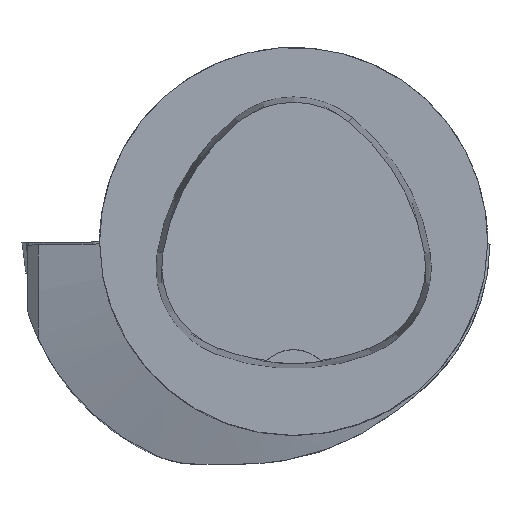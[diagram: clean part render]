
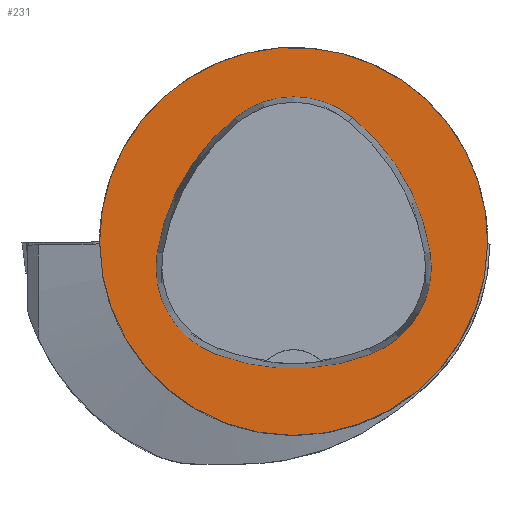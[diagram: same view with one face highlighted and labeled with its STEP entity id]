
A CAD part, top view. The second image highlights one B-rep face of the part: STEP entity #231.
In plain terms, the highlighted planar face has unit normal (0, 0, 1).
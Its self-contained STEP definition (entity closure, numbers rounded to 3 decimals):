
#231=ADVANCED_FACE('',(#473,#474),#284,.T.);
#284=PLANE('',#1379);
#473=FACE_BOUND('',#526,.T.);
#474=FACE_BOUND('',#527,.T.);
#526=EDGE_LOOP('',(#735,#736,#737,#738,#739,#740));
#527=EDGE_LOOP('',(#741));
#735=ORIENTED_EDGE('',*,*,#1114,.T.);
#736=ORIENTED_EDGE('',*,*,#1094,.T.);
#737=ORIENTED_EDGE('',*,*,#1098,.T.);
#738=ORIENTED_EDGE('',*,*,#1101,.T.);
#739=ORIENTED_EDGE('',*,*,#1104,.T.);
#740=ORIENTED_EDGE('',*,*,#1112,.T.);
#741=ORIENTED_EDGE('',*,*,#1072,.F.);
#949=VERTEX_POINT('',#2048);
#969=VERTEX_POINT('',#2140);
#970=VERTEX_POINT('',#2141);
#973=VERTEX_POINT('',#2149);
#975=VERTEX_POINT('',#2155);
#977=VERTEX_POINT('',#2161);
#984=VERTEX_POINT('',#2182);
#1072=EDGE_CURVE('',#949,#949,#1186,.T.);
#1094=EDGE_CURVE('',#969,#970,#1189,.T.);
#1098=EDGE_CURVE('',#970,#973,#1191,.T.);
#1101=EDGE_CURVE('',#973,#975,#1193,.T.);
#1104=EDGE_CURVE('',#975,#977,#1195,.T.);
#1112=EDGE_CURVE('',#977,#984,#1199,.T.);
#1114=EDGE_CURVE('',#984,#969,#1201,.T.);
#1186=CIRCLE('',#1347,25.);
#1189=CIRCLE('',#1357,28.);
#1191=CIRCLE('',#1360,12.);
#1193=CIRCLE('',#1363,28.);
#1195=CIRCLE('',#1366,12.);
#1199=CIRCLE('',#1371,28.);
#1201=CIRCLE('',#1374,12.);
#1347=AXIS2_PLACEMENT_3D('',#2047,#1581,#1582);
#1357=AXIS2_PLACEMENT_3D('',#2139,#1605,#1606);
#1360=AXIS2_PLACEMENT_3D('',#2148,#1613,#1614);
#1363=AXIS2_PLACEMENT_3D('',#2154,#1620,#1621);
#1366=AXIS2_PLACEMENT_3D('',#2160,#1627,#1628);
#1371=AXIS2_PLACEMENT_3D('',#2183,#1639,#1640);
#1374=AXIS2_PLACEMENT_3D('',#2186,#1645,#1646);
#1379=AXIS2_PLACEMENT_3D('',#2191,#1655,#1656);
#1581=DIRECTION('',(0.,0.,-1.));
#1582=DIRECTION('',(-1.,0.,0.));
#1605=DIRECTION('',(0.,0.,-1.));
#1606=DIRECTION('',(-1.,0.,0.));
#1613=DIRECTION('',(0.,0.,-1.));
#1614=DIRECTION('',(-1.,0.,0.));
#1620=DIRECTION('',(0.,0.,-1.));
#1621=DIRECTION('',(-1.,0.,0.));
#1627=DIRECTION('',(0.,0.,-1.));
#1628=DIRECTION('',(-1.,0.,0.));
#1639=DIRECTION('',(0.,0.,-1.));
#1640=DIRECTION('',(-1.,0.,0.));
#1645=DIRECTION('',(0.,0.,-1.));
#1646=DIRECTION('',(-1.,0.,0.));
#1655=DIRECTION('',(0.,0.,1.));
#1656=DIRECTION('',(1.,0.,0.));
#2047=CARTESIAN_POINT('',(0.,0.,0.));
#2048=CARTESIAN_POINT('',(-25.,0.,0.));
#2139=CARTESIAN_POINT('',(10.068,-5.824,0.));
#2140=CARTESIAN_POINT('',(-17.584,-1.424,0.));
#2141=CARTESIAN_POINT('',(-7.531,15.953,0.));
#2148=CARTESIAN_POINT('',(0.011,6.62,0.));
#2149=CARTESIAN_POINT('',(7.567,15.942,0.));
#2154=CARTESIAN_POINT('',(-10.063,-5.81,0.));
#2155=CARTESIAN_POINT('',(17.59,-1.418,0.));
#2160=CARTESIAN_POINT('',(5.739,-3.3,0.));
#2161=CARTESIAN_POINT('',(10.05,-14.499,0.));
#2182=CARTESIAN_POINT('',(-10.025,-14.516,0.));
#2183=CARTESIAN_POINT('',(-0.01,11.631,0.));
#2186=CARTESIAN_POINT('',(-5.733,-3.31,0.));
#2191=CARTESIAN_POINT('',(0.,0.,0.));
